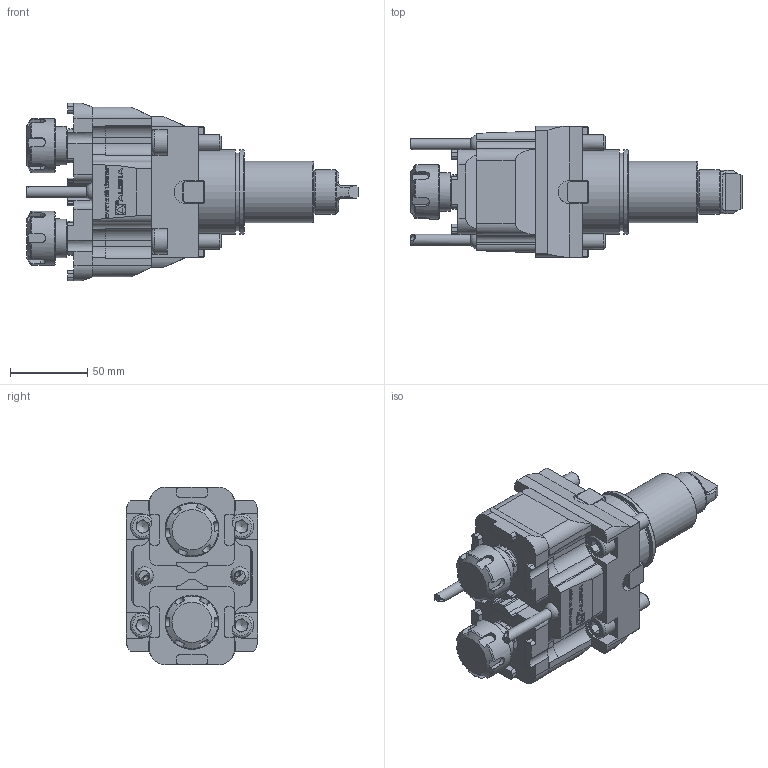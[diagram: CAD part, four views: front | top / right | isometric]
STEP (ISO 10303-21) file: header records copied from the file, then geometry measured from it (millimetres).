
FILE_DESCRIPTION (( 'STEP AP214' ), '1' );
FILE_NAME ('RAPPTYH20121UT55P.STEP', '2023-01-25T10:48:34', ( '' ), ( '' ), 'SwSTEP 2.0', 'SolidWorks 2016', '' );
FILE_SCHEMA (( 'AUTOMOTIVE_DESIGN' ));
Length unit declared in the file: millimetre
Products named in the file (1): RAPPTYH20121UT55P
Bounding box: 215.28 x 85 x 115 mm (x, y, z)
Volume: 741682.4 mm3; surface area: 78838.9 mm2
Topology: 1 solids, 1 shells, 886 faces, 2388 edges, 1561 vertices
Faces by surface type: plane 590, cylinder 166, bspline 76, cone 26, torus 26, sphere 2
Full cylindrical faces by diameter (mm): 1.7 x1, 2.1 x1, 4 x2, 6.366 x1, 7 x2, 10 x4, 16 x4, 25 x2, 28 x1, 29 x1, 35 x2, 40 x1, 50.2 x1, 55 x2
Entity records: 35105 total; most frequent: CARTESIAN_POINT 11383, ORIENTED_EDGE 4618, DIRECTION 4056, EDGE_CURVE 2309, VECTOR 1572, LINE 1572, VERTEX_POINT 1533, AXIS2_PLACEMENT_3D 1242
